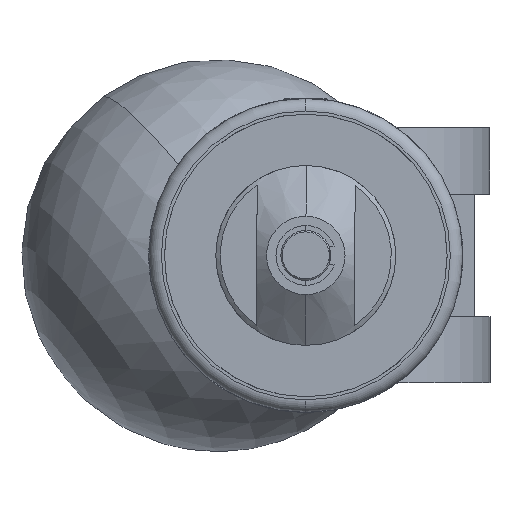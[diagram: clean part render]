
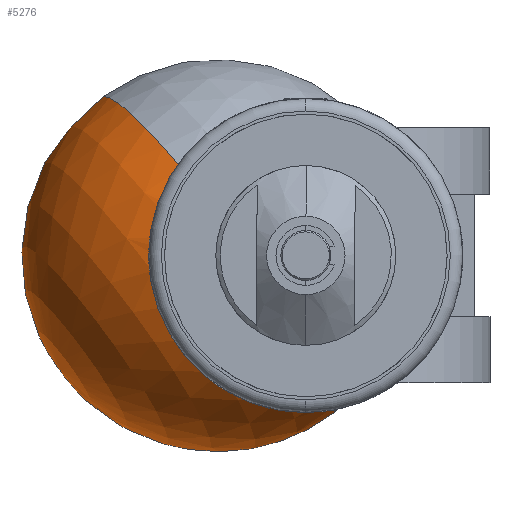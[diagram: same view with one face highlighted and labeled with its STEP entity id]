
A CAD part, left-side view. The second image highlights one B-rep face of the part: STEP entity #5276.
In plain terms, the highlighted spherical face has radius 15.875 mm.
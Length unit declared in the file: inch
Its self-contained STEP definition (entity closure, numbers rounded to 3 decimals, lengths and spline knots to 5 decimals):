
#787 = ORIENTED_EDGE ( 'NONE', *, *, #835, .T. ) ;
#797 = CIRCLE ( 'NONE', #12850, 0.25 ) ;
#835 = EDGE_CURVE ( 'NONE', #6136, #12855, #3164, .T. ) ;
#849 = VERTEX_POINT ( 'NONE', #9554 ) ;
#1033 = CARTESIAN_POINT ( 'NONE',  ( 5.1825, 0.04597, -0.20274 ) ) ;
#1059 = DIRECTION ( 'NONE',  ( 0.988, 0.156, 0. ) ) ;
#1933 = CARTESIAN_POINT ( 'NONE',  ( 6.3427, 0.37782, 0. ) ) ;
#1986 = AXIS2_PLACEMENT_3D ( 'NONE', #9664, #5496, #6669 ) ;
#3161 = DIRECTION ( 'NONE',  ( 0.127, -0.801, 0.585 ) ) ;
#3164 = CIRCLE ( 'NONE', #4954, 0.625 ) ;
#3505 = AXIS2_PLACEMENT_3D ( 'NONE', #6295, #3161, #8491 ) ;
#4091 = EDGE_CURVE ( 'NONE', #12855, #9860, #797, .T. ) ;
#4827 = EDGE_CURVE ( 'NONE', #6136, #849, #7256, .T. ) ;
#4954 = AXIS2_PLACEMENT_3D ( 'NONE', #5320, #7390, #13703 ) ;
#5276 = ADVANCED_FACE ( 'NONE', ( #6760 ), #10224, .T. ) ;
#5320 = CARTESIAN_POINT ( 'NONE',  ( 5.72539, 0.28004, 0. ) ) ;
#5496 = DIRECTION ( 'NONE',  ( 0.988, 0.156, 0. ) ) ;
#5536 = DIRECTION ( 'NONE',  ( 0.127, -0.801, 0.585 ) ) ;
#5729 = ORIENTED_EDGE ( 'NONE', *, *, #13181, .T. ) ;
#6136 = VERTEX_POINT ( 'NONE', #1933 ) ;
#6295 = CARTESIAN_POINT ( 'NONE',  ( 5.72539, 0.28004, 0. ) ) ;
#6479 = CARTESIAN_POINT ( 'NONE',  ( 5.12791, 0.39068, -0.14627 ) ) ;
#6669 = DIRECTION ( 'NONE',  ( 0.127, -0.801, 0.585 ) ) ;
#6760 = FACE_OUTER_BOUND ( 'NONE', #6941, .T. ) ;
#6892 = CIRCLE ( 'NONE', #1986, 0.25 ) ;
#6941 = EDGE_LOOP ( 'NONE', ( #8396, #787, #11270, #5729 ) ) ;
#7256 = CIRCLE ( 'NONE', #3505, 0.625 ) ;
#7390 = DIRECTION ( 'NONE',  ( -0.127, 0.801, -0.585 ) ) ;
#8396 = ORIENTED_EDGE ( 'NONE', *, *, #4827, .F. ) ;
#8491 = DIRECTION ( 'NONE',  ( 0., -0.59, -0.808 ) ) ;
#9554 = CARTESIAN_POINT ( 'NONE',  ( 5.13674, 0.3349, 0.20274 ) ) ;
#9664 = CARTESIAN_POINT ( 'NONE',  ( 5.15962, 0.19044, 0. ) ) ;
#9860 = VERTEX_POINT ( 'NONE', #6479 ) ;
#10224 = SPHERICAL_SURFACE ( 'NONE', #11427, 0.625 ) ;
#10433 = CARTESIAN_POINT ( 'NONE',  ( 5.72539, 0.28004, 0. ) ) ;
#10497 = DIRECTION ( 'NONE',  ( 0.092, -0.578, -0.811 ) ) ;
#11270 = ORIENTED_EDGE ( 'NONE', *, *, #4091, .T. ) ;
#11427 = AXIS2_PLACEMENT_3D ( 'NONE', #10433, #12346, #10497 ) ;
#12346 = DIRECTION ( 'NONE',  ( 0.127, -0.801, 0.585 ) ) ;
#12725 = CARTESIAN_POINT ( 'NONE',  ( 5.15962, 0.19044, 0. ) ) ;
#12850 = AXIS2_PLACEMENT_3D ( 'NONE', #12725, #1059, #5536 ) ;
#12855 = VERTEX_POINT ( 'NONE', #1033 ) ;
#13181 = EDGE_CURVE ( 'NONE', #9860, #849, #6892, .T. ) ;
#13703 = DIRECTION ( 'NONE',  ( 0., 0.59, 0.808 ) ) ;
